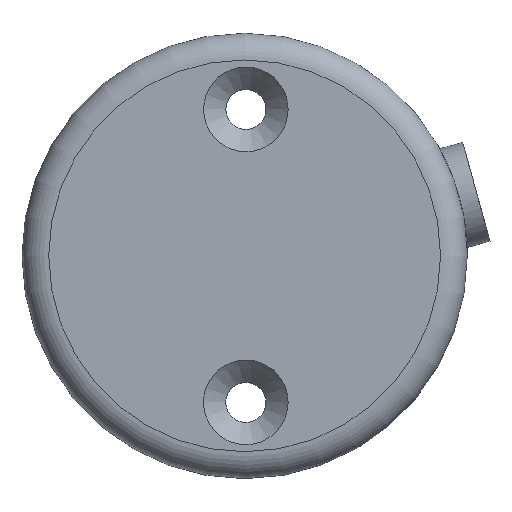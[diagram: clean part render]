
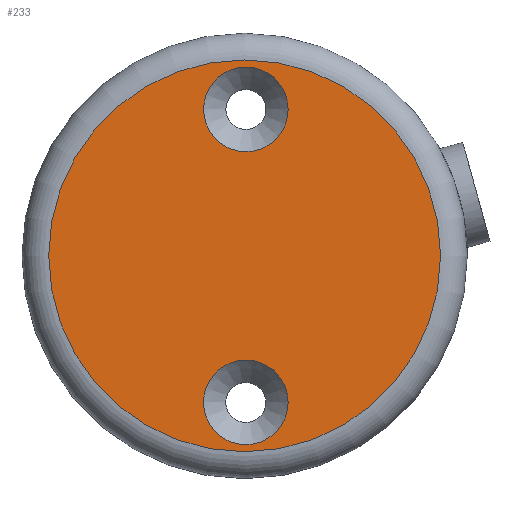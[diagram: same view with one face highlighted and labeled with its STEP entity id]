
A CAD part, top view. The second image highlights one B-rep face of the part: STEP entity #233.
In plain terms, the highlighted planar face has unit normal (0, 0, 1).
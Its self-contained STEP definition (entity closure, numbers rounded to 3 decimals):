
#48=FACE_BOUND('',#79,.T.);
#49=FACE_BOUND('',#80,.T.);
#57=PLANE('',#265);
#63=FACE_OUTER_BOUND('',#78,.T.);
#78=EDGE_LOOP('',(#173));
#79=EDGE_LOOP('',(#174));
#80=EDGE_LOOP('',(#175));
#101=CIRCLE('',#262,22.);
#104=CIRCLE('',#266,4.75);
#105=CIRCLE('',#267,4.75);
#117=VERTEX_POINT('',#367);
#119=VERTEX_POINT('',#373);
#120=VERTEX_POINT('',#375);
#138=EDGE_CURVE('',#117,#117,#101,.T.);
#141=EDGE_CURVE('',#119,#119,#104,.T.);
#142=EDGE_CURVE('',#120,#120,#105,.T.);
#173=ORIENTED_EDGE('',*,*,#138,.F.);
#174=ORIENTED_EDGE('',*,*,#141,.F.);
#175=ORIENTED_EDGE('',*,*,#142,.F.);
#233=ADVANCED_FACE('',(#63,#48,#49),#57,.T.);
#262=AXIS2_PLACEMENT_3D('',#368,#296,#297);
#265=AXIS2_PLACEMENT_3D('',#372,#302,#303);
#266=AXIS2_PLACEMENT_3D('',#374,#304,#305);
#267=AXIS2_PLACEMENT_3D('',#376,#306,#307);
#296=DIRECTION('center_axis',(0.,0.,-1.));
#297=DIRECTION('ref_axis',(1.,0.,0.));
#302=DIRECTION('center_axis',(0.,0.,1.));
#303=DIRECTION('ref_axis',(1.,0.,0.));
#304=DIRECTION('center_axis',(0.,0.,1.));
#305=DIRECTION('ref_axis',(1.,0.,0.));
#306=DIRECTION('center_axis',(0.,0.,1.));
#307=DIRECTION('ref_axis',(1.,0.,0.));
#367=CARTESIAN_POINT('',(334.498,393.585,32.107));
#368=CARTESIAN_POINT('Origin',(356.498,393.585,32.107));
#372=CARTESIAN_POINT('Origin',(356.498,393.585,32.107));
#373=CARTESIAN_POINT('',(351.883,377.134,32.107));
#374=CARTESIAN_POINT('Origin',(356.633,377.134,32.107));
#375=CARTESIAN_POINT('',(351.888,410.035,32.107));
#376=CARTESIAN_POINT('Origin',(356.638,410.035,32.107));
